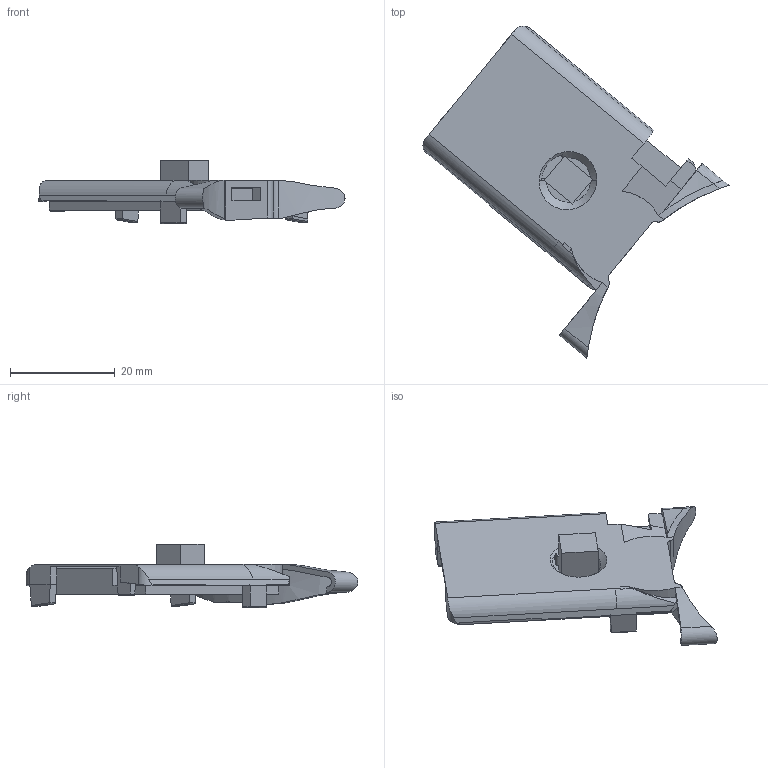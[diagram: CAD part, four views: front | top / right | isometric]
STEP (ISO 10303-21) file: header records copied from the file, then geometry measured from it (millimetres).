
FILE_DESCRIPTION (( 'STEP AP214' ), '1' );
FILE_NAME ('Top Enclosure.STEP', '2016-10-25T02:09:31', ( '' ), ( '' ), 'SwSTEP 2.0', 'SolidWorks 2016', '' );
FILE_SCHEMA (( 'AUTOMOTIVE_DESIGN' ));
Length unit declared in the file: millimetre
Products named in the file (1): Top Enclosure
Bounding box: 58.43 x 63.39 x 12.19 mm (x, y, z)
Volume: 6232 mm3; surface area: 6828.8 mm2
Topology: 2 solids, 2 shells, 156 faces, 446 edges, 293 vertices
Faces by surface type: plane 90, cylinder 39, bspline 27
Entity records: 6720 total; most frequent: CARTESIAN_POINT 2998, ORIENTED_EDGE 890, DIRECTION 579, EDGE_CURVE 445, VERTEX_POINT 292, LINE 271, VECTOR 271, EDGE_LOOP 159
